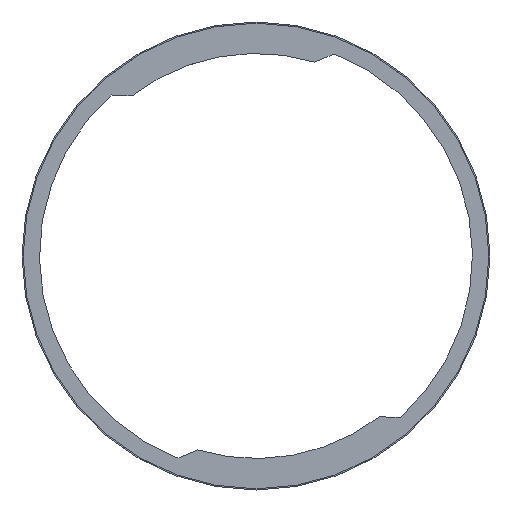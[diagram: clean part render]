
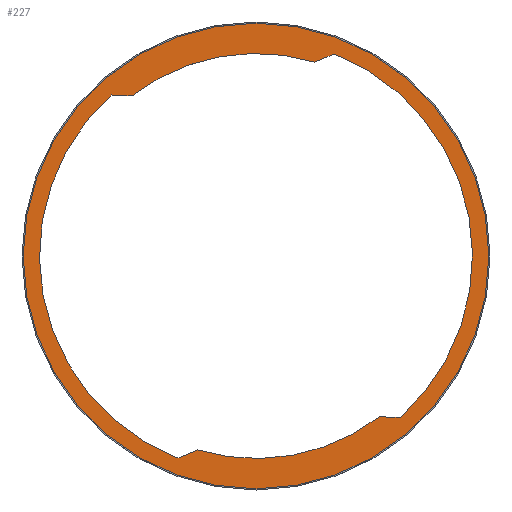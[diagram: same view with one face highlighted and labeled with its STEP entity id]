
A CAD part, top view. The second image highlights one B-rep face of the part: STEP entity #227.
In plain terms, the highlighted planar face has unit normal (0, 0, 1).
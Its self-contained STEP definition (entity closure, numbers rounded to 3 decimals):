
#15=FACE_BOUND('',#48,.T.);
#22=PLANE('',#264);
#34=FACE_OUTER_BOUND('',#47,.T.);
#47=EDGE_LOOP('',(#188));
#48=EDGE_LOOP('',(#189,#190,#191,#192,#193,#194,#195,#196));
#57=LINE('',#354,#75);
#61=LINE('',#363,#79);
#65=LINE('',#375,#83);
#69=LINE('',#387,#87);
#75=VECTOR('',#283,10.);
#79=VECTOR('',#289,10.);
#83=VECTOR('',#301,10.);
#87=VECTOR('',#313,10.);
#93=CIRCLE('',#252,93.);
#95=CIRCLE('',#256,93.);
#97=CIRCLE('',#260,87.);
#98=CIRCLE('',#262,87.);
#100=CIRCLE('',#265,100.);
#106=VERTEX_POINT('',#351);
#107=VERTEX_POINT('',#353);
#110=VERTEX_POINT('',#360);
#111=VERTEX_POINT('',#362);
#114=VERTEX_POINT('',#372);
#115=VERTEX_POINT('',#374);
#117=VERTEX_POINT('',#380);
#119=VERTEX_POINT('',#386);
#120=VERTEX_POINT('',#396);
#127=EDGE_CURVE('',#107,#106,#57,.T.);
#131=EDGE_CURVE('',#111,#110,#61,.T.);
#134=EDGE_CURVE('',#106,#111,#93,.T.);
#137=EDGE_CURVE('',#115,#114,#65,.T.);
#140=EDGE_CURVE('',#117,#115,#95,.T.);
#143=EDGE_CURVE('',#119,#117,#69,.T.);
#146=EDGE_CURVE('',#119,#110,#97,.T.);
#147=EDGE_CURVE('',#107,#114,#98,.T.);
#149=EDGE_CURVE('',#120,#120,#100,.T.);
#188=ORIENTED_EDGE('',*,*,#149,.T.);
#189=ORIENTED_EDGE('',*,*,#127,.T.);
#190=ORIENTED_EDGE('',*,*,#134,.T.);
#191=ORIENTED_EDGE('',*,*,#131,.T.);
#192=ORIENTED_EDGE('',*,*,#146,.F.);
#193=ORIENTED_EDGE('',*,*,#143,.T.);
#194=ORIENTED_EDGE('',*,*,#140,.T.);
#195=ORIENTED_EDGE('',*,*,#137,.T.);
#196=ORIENTED_EDGE('',*,*,#147,.F.);
#227=ADVANCED_FACE('',(#34,#15),#22,.T.);
#252=AXIS2_PLACEMENT_3D('',#367,#295,#296);
#256=AXIS2_PLACEMENT_3D('',#381,#307,#308);
#260=AXIS2_PLACEMENT_3D('',#391,#319,#320);
#262=AXIS2_PLACEMENT_3D('',#393,#323,#324);
#264=AXIS2_PLACEMENT_3D('',#395,#327,#328);
#265=AXIS2_PLACEMENT_3D('',#397,#329,#330);
#283=DIRECTION('',(-0.922,-0.387,0.));
#289=DIRECTION('',(0.999,-0.034,0.));
#295=DIRECTION('center_axis',(0.,0.,-1.));
#296=DIRECTION('ref_axis',(-1.,0.,0.));
#301=DIRECTION('',(-0.999,0.038,0.));
#307=DIRECTION('center_axis',(0.,0.,-1.));
#308=DIRECTION('ref_axis',(-1.,0.,0.));
#313=DIRECTION('',(0.922,0.387,0.));
#319=DIRECTION('center_axis',(0.,0.,1.));
#320=DIRECTION('ref_axis',(1.,0.,0.));
#323=DIRECTION('center_axis',(0.,0.,1.));
#324=DIRECTION('ref_axis',(1.,0.,0.));
#327=DIRECTION('center_axis',(0.,0.,1.));
#328=DIRECTION('ref_axis',(1.,0.,0.));
#329=DIRECTION('center_axis',(0.,0.,1.));
#330=DIRECTION('ref_axis',(1.,0.,0.));
#351=CARTESIAN_POINT('',(-33.505,15.245,1.));
#353=CARTESIAN_POINT('',(-25.208,18.732,1.));
#354=CARTESIAN_POINT('',(-15.162,22.954,1.));
#360=CARTESIAN_POINT('',(-53.178,170.856,1.));
#362=CARTESIAN_POINT('',(-62.173,171.163,1.));
#363=CARTESIAN_POINT('',(-28.456,170.01,1.));
#367=CARTESIAN_POINT('Origin',(0.,102.,1.));
#372=CARTESIAN_POINT('',(52.944,32.964,1.));
#374=CARTESIAN_POINT('',(61.938,32.626,1.));
#375=CARTESIAN_POINT('',(31.343,33.776,1.));
#380=CARTESIAN_POINT('',(33.539,188.742,1.));
#381=CARTESIAN_POINT('Origin',(0.,102.,1.));
#386=CARTESIAN_POINT('',(25.241,185.258,1.));
#387=CARTESIAN_POINT('',(-15.871,168.,1.));
#391=CARTESIAN_POINT('Origin',(0.,102.,1.));
#393=CARTESIAN_POINT('Origin',(0.,102.,1.));
#395=CARTESIAN_POINT('Origin',(0.,15.,1.));
#396=CARTESIAN_POINT('',(0.,202.,1.));
#397=CARTESIAN_POINT('Origin',(0.,102.,1.));
